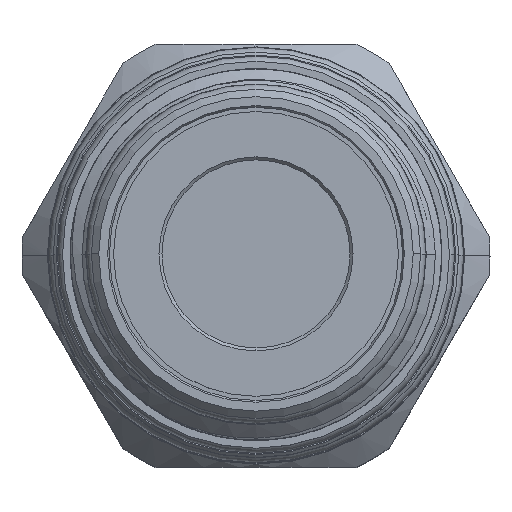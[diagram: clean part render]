
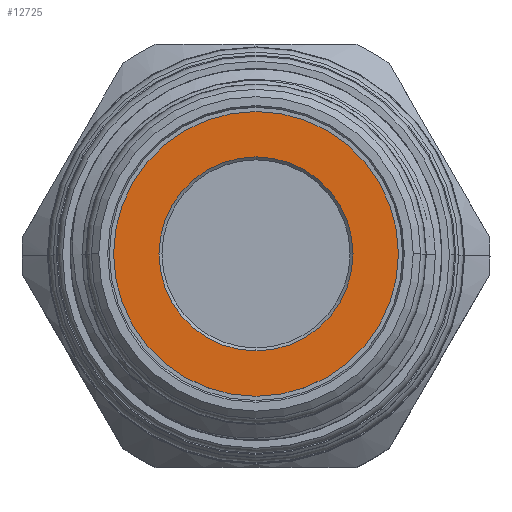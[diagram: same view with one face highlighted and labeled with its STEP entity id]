
A CAD part, top view. The second image highlights one B-rep face of the part: STEP entity #12725.
In plain terms, the highlighted planar face has unit normal (0, 0, 1).
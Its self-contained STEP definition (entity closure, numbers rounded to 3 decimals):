
#584 = DIRECTION ( 'NONE',  ( 0., 0., -1. ) ) ;
#906 = DIRECTION ( 'NONE',  ( 0., -1., 0. ) ) ;
#1063 = ORIENTED_EDGE ( 'NONE', *, *, #5912, .T. ) ;
#1127 = PLANE ( 'NONE',  #7562 ) ;
#1219 = VERTEX_POINT ( 'NONE', #3299 ) ;
#2703 = CIRCLE ( 'NONE', #18889, 9.615 ) ;
#3101 = CARTESIAN_POINT ( 'NONE',  ( 0., 0., 19.06 ) ) ;
#3269 = AXIS2_PLACEMENT_3D ( 'NONE', #3101, #3294, #15676 ) ;
#3294 = DIRECTION ( 'NONE',  ( 0., 0., -1. ) ) ;
#3299 = CARTESIAN_POINT ( 'NONE',  ( 0., -6.55, 19.06 ) ) ;
#3417 = FACE_BOUND ( 'NONE', #18258, .T. ) ;
#5257 = EDGE_CURVE ( 'NONE', #16306, #10627, #9015, .T. ) ;
#5327 = CARTESIAN_POINT ( 'NONE',  ( 0., 0., 19.06 ) ) ;
#5743 = DIRECTION ( 'NONE',  ( 0., 0., -1. ) ) ;
#5779 = CIRCLE ( 'NONE', #17166, 6.55 ) ;
#5912 = EDGE_CURVE ( 'NONE', #14770, #1219, #5779, .T. ) ;
#6018 = DIRECTION ( 'NONE',  ( 0., 0., 1. ) ) ;
#7037 = EDGE_CURVE ( 'NONE', #1219, #14770, #8020, .T. ) ;
#7190 = CARTESIAN_POINT ( 'NONE',  ( 0., 0., 19.06 ) ) ;
#7541 = ORIENTED_EDGE ( 'NONE', *, *, #19252, .F. ) ;
#7562 = AXIS2_PLACEMENT_3D ( 'NONE', #12069, #6018, #12217 ) ;
#8020 = CIRCLE ( 'NONE', #3269, 6.55 ) ;
#8492 = CARTESIAN_POINT ( 'NONE',  ( 0., 6.55, 19.06 ) ) ;
#9015 = CIRCLE ( 'NONE', #18738, 9.615 ) ;
#9998 = DIRECTION ( 'NONE',  ( 0., -1., 0. ) ) ;
#10627 = VERTEX_POINT ( 'NONE', #19348 ) ;
#11423 = ORIENTED_EDGE ( 'NONE', *, *, #5257, .F. ) ;
#11792 = CARTESIAN_POINT ( 'NONE',  ( 0., 9.615, 19.06 ) ) ;
#12069 = CARTESIAN_POINT ( 'NONE',  ( 0., 0., 19.06 ) ) ;
#12217 = DIRECTION ( 'NONE',  ( 0., 1., 0. ) ) ;
#12725 = ADVANCED_FACE ( 'NONE', ( #3417, #19750 ), #1127, .T. ) ;
#13187 = CARTESIAN_POINT ( 'NONE',  ( 0., 0., 19.06 ) ) ;
#14770 = VERTEX_POINT ( 'NONE', #8492 ) ;
#15676 = DIRECTION ( 'NONE',  ( 0., -1., 0. ) ) ;
#16306 = VERTEX_POINT ( 'NONE', #11792 ) ;
#16535 = ORIENTED_EDGE ( 'NONE', *, *, #7037, .T. ) ;
#16597 = DIRECTION ( 'NONE',  ( 0., 0., -1. ) ) ;
#17166 = AXIS2_PLACEMENT_3D ( 'NONE', #5327, #584, #9998 ) ;
#18258 = EDGE_LOOP ( 'NONE', ( #1063, #16535 ) ) ;
#18457 = DIRECTION ( 'NONE',  ( 0., -1., 0. ) ) ;
#18738 = AXIS2_PLACEMENT_3D ( 'NONE', #7190, #5743, #18457 ) ;
#18889 = AXIS2_PLACEMENT_3D ( 'NONE', #13187, #16597, #906 ) ;
#19071 = EDGE_LOOP ( 'NONE', ( #7541, #11423 ) ) ;
#19252 = EDGE_CURVE ( 'NONE', #10627, #16306, #2703, .T. ) ;
#19348 = CARTESIAN_POINT ( 'NONE',  ( 0., -9.615, 19.06 ) ) ;
#19750 = FACE_OUTER_BOUND ( 'NONE', #19071, .T. ) ;
